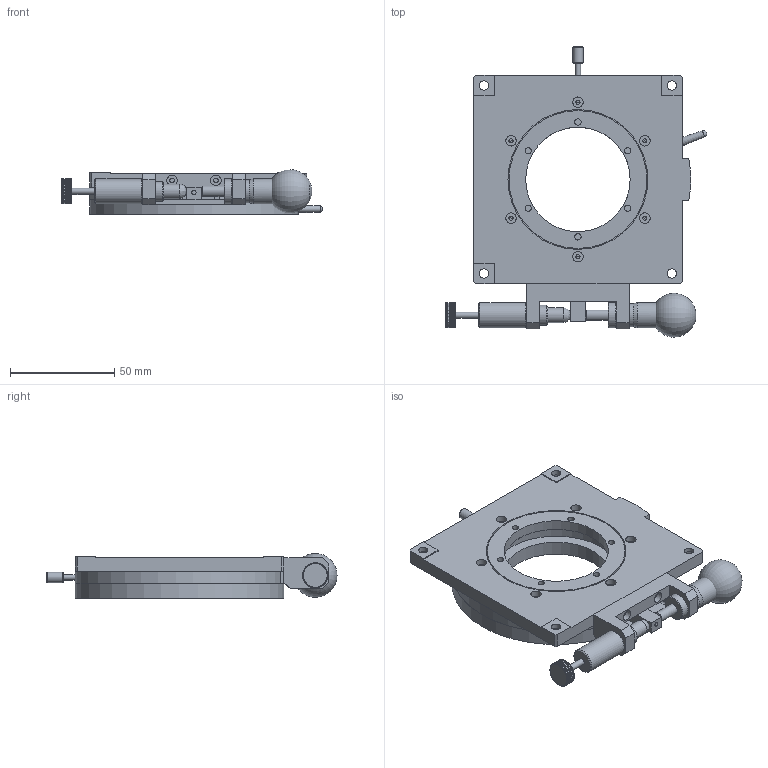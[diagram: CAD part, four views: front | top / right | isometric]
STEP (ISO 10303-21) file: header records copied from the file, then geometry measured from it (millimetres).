
FILE_DESCRIPTION (( 'STEP AP203' ), '1' );
FILE_NAME ('528968.STEP', '2024-11-12T07:02:05', ( 'Windows User' ), ( 'P R C' ), 'SwSTEP 2.0', 'SolidWorks 2020', '' );
FILE_SCHEMA (( 'CONFIG_CONTROL_DESIGN' ));
Products named in the file (1): 528968
Bounding box: 125.14 x 138.98 x 21.4 mm (x, y, z)
Volume: 148558.5 mm3; surface area: 66980.3 mm2
Topology: 9 solids, 9 shells, 2365 faces, 4958 edges, 2629 vertices
Faces by surface type: bspline 1441, cylinder 526, cone 200, plane 195, torus 3
Full cylindrical faces by diameter (mm): 2 x13, 2.05 x3, 2.2 x2, 2.5 x2, 2.8 x1, 3 x9, 3.242 x8, 4.5 x4, 5 x9, 5.001 x1, 7 x1, 8 x4, 8.501 x1, 9 x1, 9.5 x3, 9.501 x1, 11.001 x1, 11.999 x1, 12 x1, 12.034 x1, 50 x2, 60 x2, 66 x1, 67 x1, 82 x2, 91 x1, 96 x1, 100 x1
Entity records: 87173 total; most frequent: CARTESIAN_POINT 54305, ORIENTED_EDGE 9594, EDGE_CURVE 4797, DIRECTION 3263, VERTEX_POINT 2591, EDGE_LOOP 2586, FACE_OUTER_BOUND 2443, ADVANCED_FACE 2365
